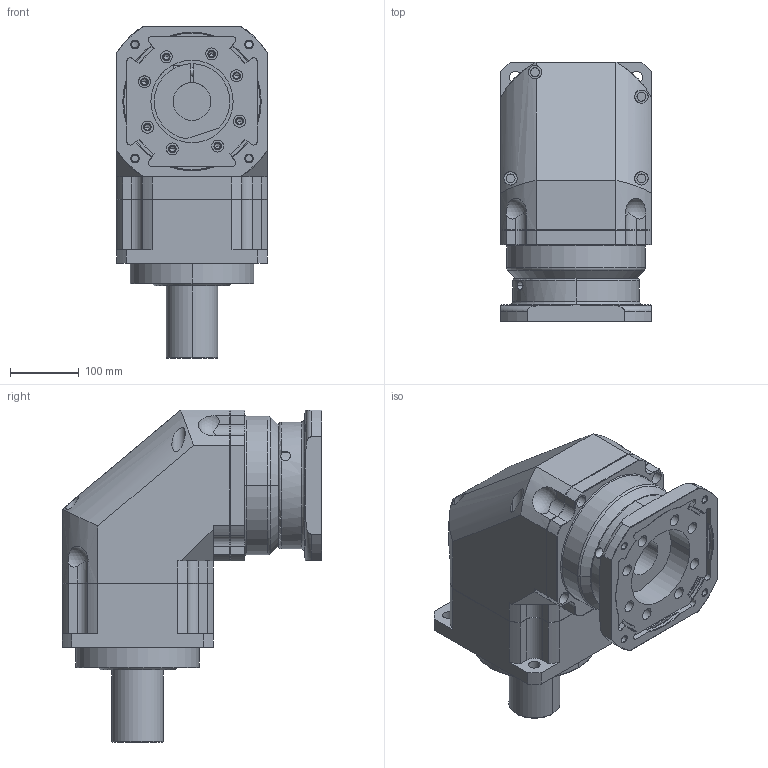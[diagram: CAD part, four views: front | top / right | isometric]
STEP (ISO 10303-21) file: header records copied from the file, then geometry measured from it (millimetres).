
FILE_DESCRIPTION((''),'2;1');
FILE_NAME('ABR2201-P4170101_ASM','2008-03-03T',('d00280'),(''),'PRO/ENGINEER BY PARAMETRIC TECHNOLOGY CORPORATION, 2006170','PRO/ENGINEER BY PARAMETRIC TECHNOLOGY CORPORATION, 2006170','');
FILE_SCHEMA(('CONFIG_CONTROL_DESIGN'));
Length unit declared in the file: millimetre
Products named in the file (5): AB2201; PD070001; PK970001; P4170101; ABR2201-P4170101_ASM
Assembly tree (4 placements, depth 2):
  ABR2201-P4170101_ASM
    AB2201
    PD070001
    PK970001
    P4170101
Bounding box: 220 x 378.5 x 484 mm (x, y, z)
Volume: 13827666.2 mm3; surface area: 1014789.5 mm2
Topology: 5 solids, 24 shells, 757 faces, 1823 edges, 1116 vertices
Faces by surface type: cylinder 307, plane 192, cone 160, torus 92, sphere 4, bspline 2
Entity records: 23269 total; most frequent: CARTESIAN_POINT 5136, DIRECTION 4073, ORIENTED_EDGE 3510, EDGE_CURVE 1795, AXIS2_PLACEMENT_3D 1665, VERTEX_POINT 1116, CIRCLE 893, EDGE_LOOP 885
